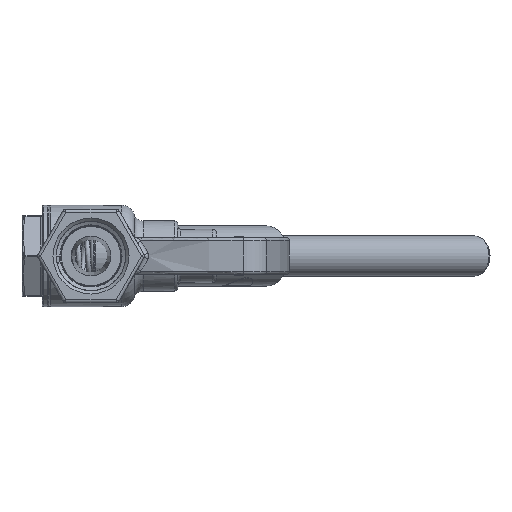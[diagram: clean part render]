
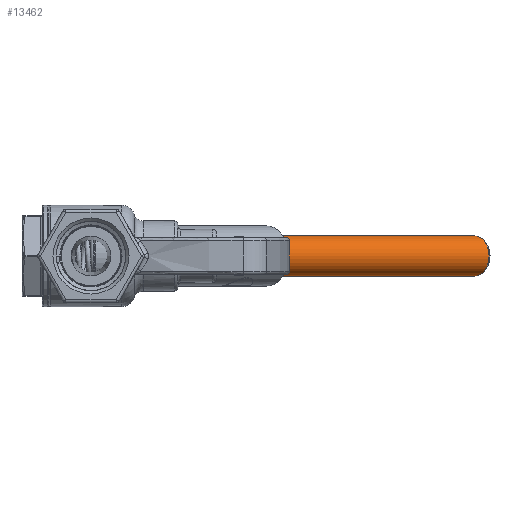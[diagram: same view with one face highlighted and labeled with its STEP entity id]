
A CAD part, left-side view. The second image highlights one B-rep face of the part: STEP entity #13462.
In plain terms, the highlighted cylindrical face has radius 9.5 mm (diameter 18.999 mm), a full revolution.
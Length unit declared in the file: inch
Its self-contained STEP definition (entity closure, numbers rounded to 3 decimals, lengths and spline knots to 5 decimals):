
#937=FACE_BOUND('',#2240,.T.);
#1321=FACE_OUTER_BOUND('',#2239,.T.);
#2239=EDGE_LOOP('',(#10412));
#2240=EDGE_LOOP('',(#10413));
#3416=CIRCLE('',#14689,0.374);
#3417=CIRCLE('',#14691,0.374);
#6088=VERTEX_POINT('',#24349);
#6089=VERTEX_POINT('',#24352);
#7632=EDGE_CURVE('',#6088,#6088,#3416,.T.);
#7633=EDGE_CURVE('',#6089,#6089,#3417,.T.);
#10412=ORIENTED_EDGE('',*,*,#7633,.F.);
#10413=ORIENTED_EDGE('',*,*,#7632,.F.);
#12928=CYLINDRICAL_SURFACE('',#14690,0.374);
#13462=ADVANCED_FACE('',(#1321,#937),#12928,.T.);
#14689=AXIS2_PLACEMENT_3D('',#24350,#17426,#17427);
#14690=AXIS2_PLACEMENT_3D('',#24351,#17428,#17429);
#14691=AXIS2_PLACEMENT_3D('',#24353,#17430,#17431);
#17426=DIRECTION('center_axis',(-0.707,0.707,0.));
#17427=DIRECTION('ref_axis',(-0.707,-0.707,0.));
#17428=DIRECTION('center_axis',(0.707,-0.707,0.));
#17429=DIRECTION('ref_axis',(0.707,0.707,0.));
#17430=DIRECTION('center_axis',(0.707,-0.707,0.));
#17431=DIRECTION('ref_axis',(-0.707,-0.707,0.));
#24349=CARTESIAN_POINT('',(3.15652,-3.87761,0.));
#24350=CARTESIAN_POINT('Origin',(2.89207,-4.14207,0.));
#24351=CARTESIAN_POINT('Origin',(4.8154,-6.0654,0.));
#24352=CARTESIAN_POINT('',(6.98197,-7.70306,0.));
#24353=CARTESIAN_POINT('Origin',(6.71751,-7.96751,0.));
